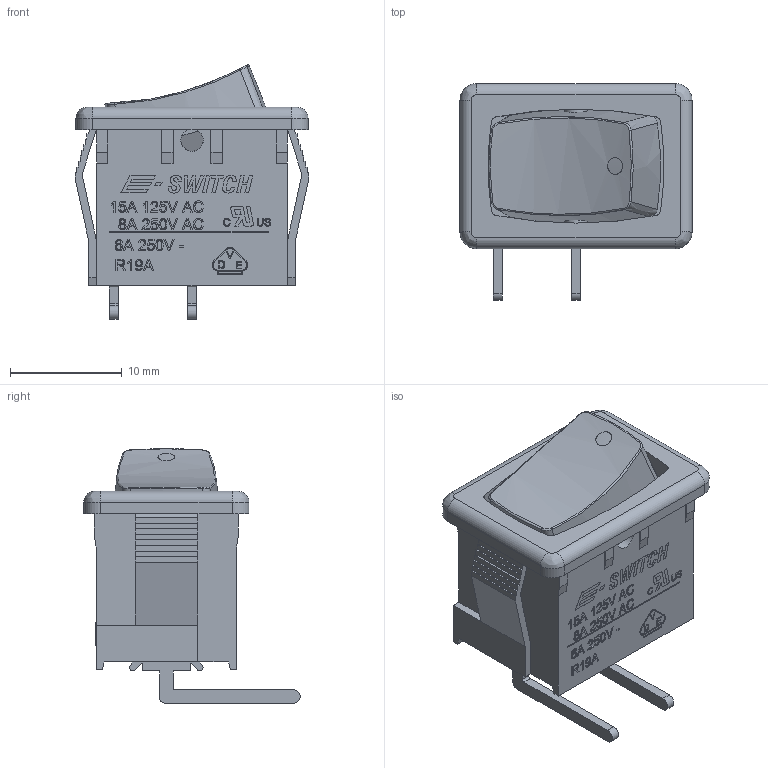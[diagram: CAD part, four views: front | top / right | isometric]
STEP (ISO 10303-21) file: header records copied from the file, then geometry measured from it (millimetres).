
FILE_DESCRIPTION(/* description */ (''),/* implementation_level */ '2;1');
FILE_NAME(/* name */ 'R1966FxxxxxxAR.stp',/* time_stamp */ '2025-05-29T16:39:43-05:00',/* author */ ('mroman'),/* organization */ (''),/* preprocessor_version */ 'ST-DEVELOPER v18.1',/* originating_system */ 'Autodesk Inventor 2022',/* authorisation */ '');
FILE_SCHEMA (('AUTOMOTIVE_DESIGN { 1 0 10303 214 3 1 1 }'));
Length unit declared in the file: centimetre
Products named in the file (1): R1966FxxxxxxAR
Bounding box: 20.94 x 19.4 x 22.81 mm (x, y, z)
Volume: 2245.5 mm3; surface area: 3250.7 mm2
Topology: 1 solids, 1 shells, 889 faces, 2407 edges, 1590 vertices
Faces by surface type: plane 534, bspline 301, cylinder 50, cone 4
Full cylindrical faces by diameter (mm): 2 x2
Entity records: 30360 total; most frequent: CARTESIAN_POINT 9910, ORIENTED_EDGE 4814, DIRECTION 3089, EDGE_CURVE 2407, LINE 1671, VECTOR 1671, VERTEX_POINT 1590, EDGE_LOOP 975
